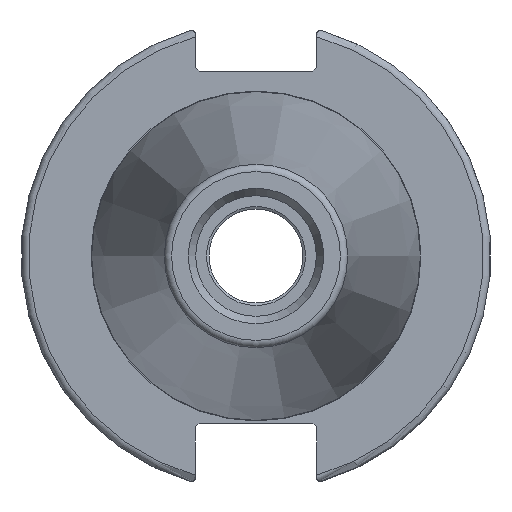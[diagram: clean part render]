
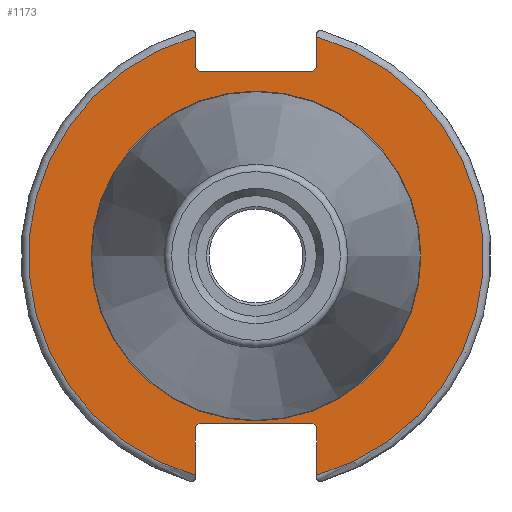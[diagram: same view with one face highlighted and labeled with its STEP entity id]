
A CAD part, left-side view. The second image highlights one B-rep face of the part: STEP entity #1173.
In plain terms, the highlighted planar face has unit normal (-1, 0, 0).
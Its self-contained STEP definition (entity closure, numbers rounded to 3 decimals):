
#31=FACE_BOUND('',#188,.T.);
#40=PLANE('',#1300);
#115=FACE_OUTER_BOUND('',#187,.T.);
#187=EDGE_LOOP('',(#895,#896,#897,#898,#899,#900,#901,#902,#903,#904,#905,
#906));
#188=EDGE_LOOP('',(#907));
#269=LINE('',#1809,#345);
#285=LINE('',#1975,#361);
#286=LINE('',#1976,#362);
#287=LINE('',#1978,#363);
#288=LINE('',#1980,#364);
#289=LINE('',#1984,#365);
#290=LINE('',#1986,#366);
#291=LINE('',#1988,#367);
#292=LINE('',#1990,#368);
#293=LINE('',#1991,#369);
#345=VECTOR('',#1406,10.);
#361=VECTOR('',#1522,10.);
#362=VECTOR('',#1523,10.);
#363=VECTOR('',#1524,10.);
#364=VECTOR('',#1525,10.);
#365=VECTOR('',#1528,10.);
#366=VECTOR('',#1529,10.);
#367=VECTOR('',#1530,10.);
#368=VECTOR('',#1531,10.);
#369=VECTOR('',#1532,10.);
#445=CIRCLE('',#1298,22.3);
#447=CIRCLE('',#1301,30.75);
#448=CIRCLE('',#1302,30.75);
#493=VERTEX_POINT('',#1806);
#494=VERTEX_POINT('',#1808);
#524=VERTEX_POINT('',#1966);
#525=VERTEX_POINT('',#1971);
#526=VERTEX_POINT('',#1972);
#527=VERTEX_POINT('',#1974);
#528=VERTEX_POINT('',#1977);
#529=VERTEX_POINT('',#1979);
#530=VERTEX_POINT('',#1981);
#531=VERTEX_POINT('',#1983);
#532=VERTEX_POINT('',#1985);
#533=VERTEX_POINT('',#1987);
#534=VERTEX_POINT('',#1989);
#614=EDGE_CURVE('',#494,#493,#269,.T.);
#662=EDGE_CURVE('',#524,#524,#445,.T.);
#664=EDGE_CURVE('',#525,#526,#447,.T.);
#665=EDGE_CURVE('',#525,#527,#285,.T.);
#666=EDGE_CURVE('',#494,#527,#286,.T.);
#667=EDGE_CURVE('',#528,#493,#287,.T.);
#668=EDGE_CURVE('',#528,#529,#288,.T.);
#669=EDGE_CURVE('',#530,#529,#448,.T.);
#670=EDGE_CURVE('',#530,#531,#289,.T.);
#671=EDGE_CURVE('',#532,#531,#290,.T.);
#672=EDGE_CURVE('',#532,#533,#291,.T.);
#673=EDGE_CURVE('',#534,#533,#292,.T.);
#674=EDGE_CURVE('',#534,#526,#293,.T.);
#895=ORIENTED_EDGE('',*,*,#664,.F.);
#896=ORIENTED_EDGE('',*,*,#665,.T.);
#897=ORIENTED_EDGE('',*,*,#666,.F.);
#898=ORIENTED_EDGE('',*,*,#614,.T.);
#899=ORIENTED_EDGE('',*,*,#667,.F.);
#900=ORIENTED_EDGE('',*,*,#668,.T.);
#901=ORIENTED_EDGE('',*,*,#669,.F.);
#902=ORIENTED_EDGE('',*,*,#670,.T.);
#903=ORIENTED_EDGE('',*,*,#671,.F.);
#904=ORIENTED_EDGE('',*,*,#672,.T.);
#905=ORIENTED_EDGE('',*,*,#673,.F.);
#906=ORIENTED_EDGE('',*,*,#674,.T.);
#907=ORIENTED_EDGE('',*,*,#662,.F.);
#1173=ADVANCED_FACE('',(#115,#31),#40,.T.);
#1298=AXIS2_PLACEMENT_3D('',#1968,#1514,#1515);
#1300=AXIS2_PLACEMENT_3D('',#1970,#1518,#1519);
#1301=AXIS2_PLACEMENT_3D('',#1973,#1520,#1521);
#1302=AXIS2_PLACEMENT_3D('',#1982,#1526,#1527);
#1406=DIRECTION('',(0.,1.,0.));
#1514=DIRECTION('center_axis',(-1.,0.,0.));
#1515=DIRECTION('ref_axis',(0.,-1.,0.));
#1518=DIRECTION('center_axis',(-1.,0.,0.));
#1519=DIRECTION('ref_axis',(0.,0.,1.));
#1520=DIRECTION('center_axis',(1.,0.,0.));
#1521=DIRECTION('ref_axis',(0.,-1.,0.));
#1522=DIRECTION('',(0.,0.,-1.));
#1523=DIRECTION('',(0.,-0.707,0.707));
#1524=DIRECTION('',(0.,-0.707,-0.707));
#1525=DIRECTION('',(0.,0.,1.));
#1526=DIRECTION('center_axis',(1.,0.,0.));
#1527=DIRECTION('ref_axis',(0.,1.,0.));
#1528=DIRECTION('',(0.,0.,1.));
#1529=DIRECTION('',(0.,0.707,-0.707));
#1530=DIRECTION('',(0.,-1.,0.));
#1531=DIRECTION('',(0.,0.707,0.707));
#1532=DIRECTION('',(0.,0.,-1.));
#1806=CARTESIAN_POINT('',(3.175,7.69,25.));
#1808=CARTESIAN_POINT('',(3.175,-7.69,25.));
#1809=CARTESIAN_POINT('',(3.175,15.875,25.));
#1966=CARTESIAN_POINT('',(3.175,0.,22.3));
#1968=CARTESIAN_POINT('Origin',(3.175,0.,0.));
#1970=CARTESIAN_POINT('Origin',(3.175,31.75,0.));
#1971=CARTESIAN_POINT('',(3.175,-8.19,29.639));
#1972=CARTESIAN_POINT('',(3.175,-8.19,-29.639));
#1973=CARTESIAN_POINT('Origin',(3.175,0.,0.));
#1974=CARTESIAN_POINT('',(3.175,-8.19,25.5));
#1975=CARTESIAN_POINT('',(3.175,-8.19,12.5));
#1976=CARTESIAN_POINT('',(3.175,8.295,9.015));
#1977=CARTESIAN_POINT('',(3.175,8.19,25.5));
#1978=CARTESIAN_POINT('',(3.175,7.58,24.89));
#1979=CARTESIAN_POINT('',(3.175,8.19,29.639));
#1980=CARTESIAN_POINT('',(3.175,8.19,12.5));
#1981=CARTESIAN_POINT('',(3.175,8.19,-29.639));
#1982=CARTESIAN_POINT('Origin',(3.175,0.,0.));
#1983=CARTESIAN_POINT('',(3.175,8.19,-23.1));
#1984=CARTESIAN_POINT('',(3.175,8.19,-11.3));
#1985=CARTESIAN_POINT('',(3.175,7.69,-22.6));
#1986=CARTESIAN_POINT('',(3.175,8.18,-23.09));
#1987=CARTESIAN_POINT('',(3.175,-7.69,-22.6));
#1988=CARTESIAN_POINT('',(3.175,15.875,-22.6));
#1989=CARTESIAN_POINT('',(3.175,-8.19,-23.1));
#1990=CARTESIAN_POINT('',(3.175,7.695,-7.215));
#1991=CARTESIAN_POINT('',(3.175,-8.19,-11.3));
